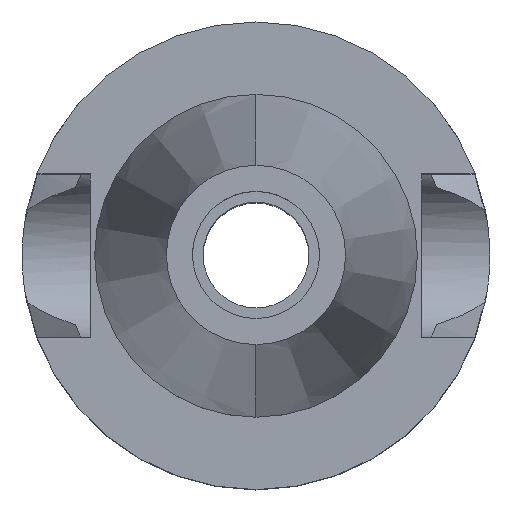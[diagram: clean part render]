
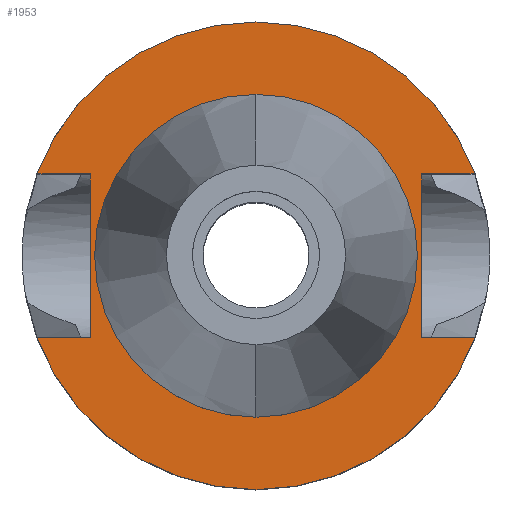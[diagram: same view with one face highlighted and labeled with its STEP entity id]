
A CAD part, top view. The second image highlights one B-rep face of the part: STEP entity #1953.
In plain terms, the highlighted planar face has unit normal (0, 0, 1).
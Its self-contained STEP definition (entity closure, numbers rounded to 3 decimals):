
#809=DIRECTION('',(1.,0.,0.));
#810=VECTOR('',#809,5.245);
#811=CARTESIAN_POINT('',(16.3,8.05,-1.));
#812=LINE('',#811,#810);
#846=DIRECTION('',(0.,1.,0.));
#847=VECTOR('',#846,16.1);
#848=CARTESIAN_POINT('',(-16.3,-8.05,-1.));
#849=LINE('',#848,#847);
#853=DIRECTION('',(-1.,0.,0.));
#854=VECTOR('',#853,5.245);
#855=CARTESIAN_POINT('',(-16.3,8.05,-1.));
#856=LINE('',#855,#854);
#860=CARTESIAN_POINT('',(0.,0.,-1.));
#861=DIRECTION('',(0.,0.,-1.));
#862=DIRECTION('',(-0.937,0.35,0.));
#863=AXIS2_PLACEMENT_3D('',#860,#861,#862);
#868=CARTESIAN_POINT('',(0.,0.,-1.));
#869=DIRECTION('',(0.,0.,-1.));
#870=DIRECTION('',(0.,1.,0.));
#871=AXIS2_PLACEMENT_3D('',#868,#869,#870);
#876=DIRECTION('',(0.,-1.,0.));
#877=VECTOR('',#876,16.1);
#878=CARTESIAN_POINT('',(16.3,8.05,-1.));
#879=LINE('',#878,#877);
#883=DIRECTION('',(1.,0.,0.));
#884=VECTOR('',#883,5.245);
#885=CARTESIAN_POINT('',(16.3,-8.05,-1.));
#886=LINE('',#885,#884);
#890=CARTESIAN_POINT('',(0.,0.,-1.));
#891=DIRECTION('',(0.,0.,-1.));
#892=DIRECTION('',(0.937,-0.35,0.));
#893=AXIS2_PLACEMENT_3D('',#890,#891,#892);
#898=CARTESIAN_POINT('',(0.,0.,-1.));
#899=DIRECTION('',(0.,0.,-1.));
#900=DIRECTION('',(0.,-1.,0.));
#901=AXIS2_PLACEMENT_3D('',#898,#899,#900);
#906=CARTESIAN_POINT('',(0.,0.,-1.));
#907=DIRECTION('',(0.,0.,1.));
#908=DIRECTION('',(0.,-1.,0.));
#909=AXIS2_PLACEMENT_3D('',#906,#907,#908);
#914=CARTESIAN_POINT('',(0.,0.,-1.));
#915=DIRECTION('',(0.,0.,1.));
#916=DIRECTION('',(0.,1.,0.));
#917=AXIS2_PLACEMENT_3D('',#914,#915,#916);
#962=DIRECTION('',(-1.,0.,0.));
#963=VECTOR('',#962,5.245);
#964=CARTESIAN_POINT('',(-16.3,-8.05,-1.));
#965=LINE('',#964,#963);
#1211=CARTESIAN_POINT('',(-16.3,-8.05,-1.));
#1212=VERTEX_POINT('',#1211);
#1213=CARTESIAN_POINT('',(-21.545,-8.05,-1.));
#1214=VERTEX_POINT('',#1213);
#1215=CARTESIAN_POINT('',(-16.3,8.05,-1.));
#1216=VERTEX_POINT('',#1215);
#1217=CARTESIAN_POINT('',(-21.545,8.05,-1.));
#1218=VERTEX_POINT('',#1217);
#1219=CARTESIAN_POINT('',(0.,23.,-1.));
#1220=CARTESIAN_POINT('',(21.545,8.05,-1.));
#1221=VERTEX_POINT('',#1219);
#1222=VERTEX_POINT('',#1220);
#1223=CARTESIAN_POINT('',(16.3,8.05,-1.));
#1224=VERTEX_POINT('',#1223);
#1225=CARTESIAN_POINT('',(16.3,-8.05,-1.));
#1226=VERTEX_POINT('',#1225);
#1227=CARTESIAN_POINT('',(21.545,-8.05,-1.));
#1228=VERTEX_POINT('',#1227);
#1229=CARTESIAN_POINT('',(0.,-23.,-1.));
#1230=VERTEX_POINT('',#1229);
#1231=CARTESIAN_POINT('',(0.,-15.875,-1.));
#1232=CARTESIAN_POINT('',(0.,15.875,-1.));
#1233=VERTEX_POINT('',#1231);
#1234=VERTEX_POINT('',#1232);
#1925=CARTESIAN_POINT('',(0.,0.,-1.));
#1926=DIRECTION('',(0.,0.,-1.));
#1927=DIRECTION('',(0.,-1.,0.));
#1928=AXIS2_PLACEMENT_3D('',#1925,#1926,#1927);
#1929=PLANE('',#1928);
#1931=ORIENTED_EDGE('',*,*,#1930,.T.);
#1932=ORIENTED_EDGE('',*,*,#1870,.T.);
#1933=ORIENTED_EDGE('',*,*,#1890,.T.);
#1934=ORIENTED_EDGE('',*,*,#1888,.T.);
#1935=ORIENTED_EDGE('',*,*,#1904,.F.);
#1936=ORIENTED_EDGE('',*,*,#1915,.T.);
#1938=ORIENTED_EDGE('',*,*,#1937,.T.);
#1940=ORIENTED_EDGE('',*,*,#1939,.T.);
#1942=ORIENTED_EDGE('',*,*,#1941,.T.);
#1944=ORIENTED_EDGE('',*,*,#1943,.F.);
#1945=EDGE_LOOP('',(#1931,#1932,#1933,#1934,#1935,#1936,#1938,#1940,#1942,
#1944));
#1946=FACE_OUTER_BOUND('',#1945,.F.);
#1948=ORIENTED_EDGE('',*,*,#1947,.T.);
#1950=ORIENTED_EDGE('',*,*,#1949,.T.);
#1951=EDGE_LOOP('',(#1948,#1950));
#1952=FACE_BOUND('',#1951,.F.);
#864=CIRCLE('',#863,23.);
#872=CIRCLE('',#871,23.);
#894=CIRCLE('',#893,23.);
#902=CIRCLE('',#901,23.);
#910=CIRCLE('',#909,15.875);
#918=CIRCLE('',#917,15.875);
#1870=EDGE_CURVE('',#1216,#1218,#856,.T.);
#1888=EDGE_CURVE('',#1221,#1222,#872,.T.);
#1890=EDGE_CURVE('',#1218,#1221,#864,.T.);
#1904=EDGE_CURVE('',#1224,#1222,#812,.T.);
#1915=EDGE_CURVE('',#1224,#1226,#879,.T.);
#1930=EDGE_CURVE('',#1212,#1216,#849,.T.);
#1937=EDGE_CURVE('',#1226,#1228,#886,.T.);
#1939=EDGE_CURVE('',#1228,#1230,#894,.T.);
#1941=EDGE_CURVE('',#1230,#1214,#902,.T.);
#1943=EDGE_CURVE('',#1212,#1214,#965,.T.);
#1947=EDGE_CURVE('',#1233,#1234,#910,.T.);
#1949=EDGE_CURVE('',#1234,#1233,#918,.T.);
#1953=ADVANCED_FACE('',(#1946,#1952),#1929,.F.);
